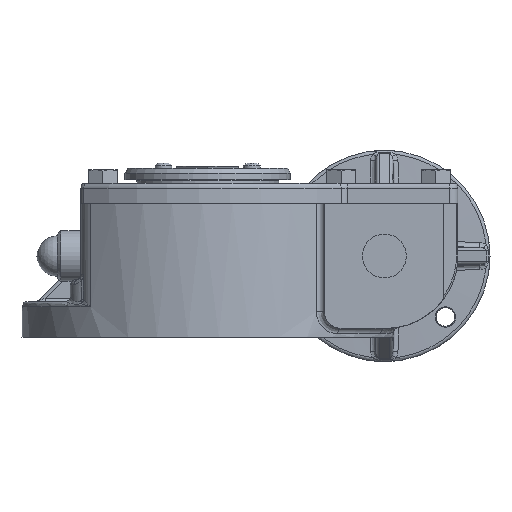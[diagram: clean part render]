
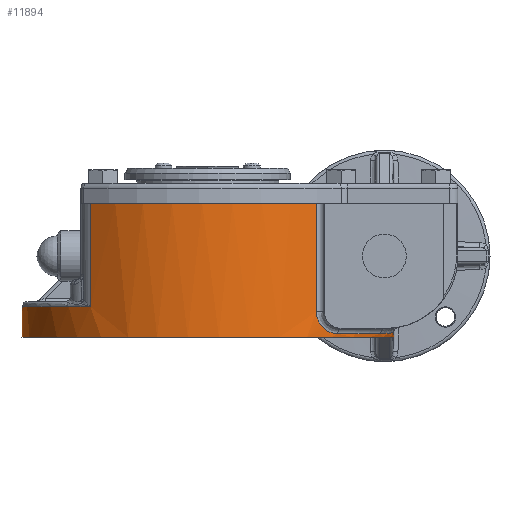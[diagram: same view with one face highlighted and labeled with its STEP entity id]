
A CAD part, front view. The second image highlights one B-rep face of the part: STEP entity #11894.
In plain terms, the highlighted cylindrical face has radius 110 mm (diameter 220 mm), a full revolution.
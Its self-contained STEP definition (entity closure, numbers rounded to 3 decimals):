
#559=B_SPLINE_CURVE_WITH_KNOTS('',3,(#17999,#18000,#18001,#18002,#18003,
#18004,#18005,#18006),.UNSPECIFIED.,.F.,.F.,(4,1,1,1,1,4),(0.,0.003,
0.006,0.012,0.017,0.023),
 .UNSPECIFIED.);
#560=B_SPLINE_CURVE_WITH_KNOTS('',3,(#18010,#18011,#18012,#18013,#18014,
#18015,#18016,#18017,#18018,#18019,#18020),.UNSPECIFIED.,.F.,.F.,(4,1,1,
1,1,1,1,1,4),(0.,0.01,0.021,0.031,
0.041,0.052,0.062,0.072,
0.083),.UNSPECIFIED.);
#561=B_SPLINE_CURVE_WITH_KNOTS('',3,(#18024,#18025,#18026,#18027,#18028,
#18029,#18030,#18031,#18032),.UNSPECIFIED.,.F.,.F.,(4,1,1,1,1,1,4),(0.,
0.006,0.012,0.015,0.017,
0.02,0.023),.UNSPECIFIED.);
#1253=LINE('',#17992,#1950);
#1254=LINE('',#17997,#1951);
#1255=LINE('',#18034,#1952);
#1256=LINE('',#18038,#1953);
#1950=VECTOR('',#15001,1000.);
#1951=VECTOR('',#15004,1000.);
#1952=VECTOR('',#15009,1000.);
#1953=VECTOR('',#15012,1000.);
#2647=CYLINDRICAL_SURFACE('',#13836,110.);
#2793=ORIENTED_EDGE('',*,*,#6116,.F.);
#2794=ORIENTED_EDGE('',*,*,#6117,.T.);
#2795=ORIENTED_EDGE('',*,*,#6118,.T.);
#2796=ORIENTED_EDGE('',*,*,#6119,.T.);
#2797=ORIENTED_EDGE('',*,*,#6120,.T.);
#2798=ORIENTED_EDGE('',*,*,#6121,.T.);
#2799=ORIENTED_EDGE('',*,*,#6122,.T.);
#2800=ORIENTED_EDGE('',*,*,#6123,.T.);
#2801=ORIENTED_EDGE('',*,*,#6124,.T.);
#2802=ORIENTED_EDGE('',*,*,#6125,.T.);
#2803=ORIENTED_EDGE('',*,*,#6126,.T.);
#2804=ORIENTED_EDGE('',*,*,#6127,.T.);
#2805=ORIENTED_EDGE('',*,*,#6128,.T.);
#6116=EDGE_CURVE('',#8068,#8068,#9479,.F.);
#6117=EDGE_CURVE('',#8069,#8070,#1253,.F.);
#6118=EDGE_CURVE('',#8070,#8071,#9480,.F.);
#6119=EDGE_CURVE('',#8071,#8072,#1254,.T.);
#6120=EDGE_CURVE('',#8072,#8073,#559,.T.);
#6121=EDGE_CURVE('',#8073,#8074,#9481,.T.);
#6122=EDGE_CURVE('',#8074,#8075,#560,.T.);
#6123=EDGE_CURVE('',#8075,#8076,#9482,.T.);
#6124=EDGE_CURVE('',#8076,#8077,#561,.T.);
#6125=EDGE_CURVE('',#8077,#8078,#1255,.F.);
#6126=EDGE_CURVE('',#8078,#8079,#9483,.F.);
#6127=EDGE_CURVE('',#8079,#8080,#1256,.T.);
#6128=EDGE_CURVE('',#8080,#8069,#9484,.F.);
#8068=VERTEX_POINT('',#17991);
#8069=VERTEX_POINT('',#17993);
#8070=VERTEX_POINT('',#17994);
#8071=VERTEX_POINT('',#17996);
#8072=VERTEX_POINT('',#17998);
#8073=VERTEX_POINT('',#18007);
#8074=VERTEX_POINT('',#18009);
#8075=VERTEX_POINT('',#18021);
#8076=VERTEX_POINT('',#18023);
#8077=VERTEX_POINT('',#18033);
#8078=VERTEX_POINT('',#18035);
#8079=VERTEX_POINT('',#18037);
#8080=VERTEX_POINT('',#18039);
#9479=CIRCLE('',#13837,110.);
#9480=CIRCLE('',#13838,110.);
#9481=CIRCLE('',#13839,110.);
#9482=CIRCLE('',#13840,110.);
#9483=CIRCLE('',#13841,110.);
#9484=CIRCLE('',#13842,110.);
#9992=EDGE_LOOP('',(#2793));
#9993=EDGE_LOOP('',(#2794,#2795,#2796,#2797,#2798,#2799,#2800,#2801,#2802,
#2803,#2804,#2805));
#10909=FACE_BOUND('',#9992,.T.);
#10910=FACE_BOUND('',#9993,.T.);
#11894=ADVANCED_FACE('',(#10909,#10910),#2647,.T.);
#13836=AXIS2_PLACEMENT_3D('',#17989,#14997,#14998);
#13837=AXIS2_PLACEMENT_3D('',#17990,#14999,#15000);
#13838=AXIS2_PLACEMENT_3D('',#17995,#15002,#15003);
#13839=AXIS2_PLACEMENT_3D('',#18008,#15005,#15006);
#13840=AXIS2_PLACEMENT_3D('',#18022,#15007,#15008);
#13841=AXIS2_PLACEMENT_3D('',#18036,#15010,#15011);
#13842=AXIS2_PLACEMENT_3D('',#18040,#15013,#15014);
#14997=DIRECTION('',(0.,0.,-1.));
#14998=DIRECTION('',(-1.,0.,0.));
#14999=DIRECTION('',(0.,0.,1.));
#15000=DIRECTION('',(1.,0.,0.));
#15001=DIRECTION('',(0.,0.,-1.));
#15002=DIRECTION('',(0.,0.,1.));
#15003=DIRECTION('',(1.,0.,0.));
#15004=DIRECTION('',(0.,0.,-1.));
#15005=DIRECTION('',(0.,0.,-1.));
#15006=DIRECTION('',(-1.,0.,0.));
#15007=DIRECTION('',(0.,0.,-1.));
#15008=DIRECTION('',(-1.,0.,0.));
#15009=DIRECTION('',(0.,0.,-1.));
#15010=DIRECTION('',(0.,0.,1.));
#15011=DIRECTION('',(1.,0.,0.));
#15012=DIRECTION('',(0.,0.,-1.));
#15013=DIRECTION('',(0.,0.,1.));
#15014=DIRECTION('',(1.,0.,0.));
#17989=CARTESIAN_POINT('',(0.,0.,82.));
#17990=CARTESIAN_POINT('',(0.,0.,0.));
#17991=CARTESIAN_POINT('',(110.,0.,0.));
#17992=CARTESIAN_POINT('',(-69.474,85.284,82.));
#17993=CARTESIAN_POINT('',(-69.474,85.284,18.));
#17994=CARTESIAN_POINT('',(-69.474,85.284,79.));
#17995=CARTESIAN_POINT('',(0.,0.,79.));
#17996=CARTESIAN_POINT('',(64.248,89.287,79.));
#17997=CARTESIAN_POINT('',(64.248,89.287,82.));
#17998=CARTESIAN_POINT('',(64.248,89.287,15.));
#17999=CARTESIAN_POINT('',(64.248,89.287,15.));
#18000=CARTESIAN_POINT('',(64.248,89.287,14.014));
#18001=CARTESIAN_POINT('',(64.463,89.133,12.085));
#18002=CARTESIAN_POINT('',(65.704,88.229,8.438));
#18003=CARTESIAN_POINT('',(68.478,86.134,4.848));
#18004=CARTESIAN_POINT('',(72.68,82.635,2.46));
#18005=CARTESIAN_POINT('',(75.502,80.021,2.));
#18006=CARTESIAN_POINT('',(76.903,78.651,2.));
#18007=CARTESIAN_POINT('',(76.903,78.651,2.));
#18008=CARTESIAN_POINT('',(0.,0.,2.));
#18009=CARTESIAN_POINT('',(102.212,40.653,2.));
#18010=CARTESIAN_POINT('',(102.212,40.653,2.));
#18011=CARTESIAN_POINT('',(103.506,37.4,2.));
#18012=CARTESIAN_POINT('',(105.763,30.825,2.113));
#18013=CARTESIAN_POINT('',(108.188,20.757,2.397));
#18014=CARTESIAN_POINT('',(109.665,10.494,2.638));
#18015=CARTESIAN_POINT('',(110.166,-0.018,2.732));
#18016=CARTESIAN_POINT('',(109.671,-10.383,2.639));
#18017=CARTESIAN_POINT('',(108.214,-20.627,2.401));
#18018=CARTESIAN_POINT('',(105.783,-30.766,2.114));
#18019=CARTESIAN_POINT('',(103.506,-37.401,2.));
#18020=CARTESIAN_POINT('',(102.212,-40.653,2.));
#18021=CARTESIAN_POINT('',(102.212,-40.653,2.));
#18022=CARTESIAN_POINT('',(0.,0.,2.));
#18023=CARTESIAN_POINT('',(76.903,-78.651,2.));
#18024=CARTESIAN_POINT('',(76.903,-78.651,2.));
#18025=CARTESIAN_POINT('',(75.502,-80.021,2.));
#18026=CARTESIAN_POINT('',(72.661,-82.652,2.465));
#18027=CARTESIAN_POINT('',(69.174,-85.553,4.458));
#18028=CARTESIAN_POINT('',(66.818,-87.388,6.992));
#18029=CARTESIAN_POINT('',(65.392,-88.457,9.359));
#18030=CARTESIAN_POINT('',(64.472,-89.127,12.044));
#18031=CARTESIAN_POINT('',(64.248,-89.287,14.013));
#18032=CARTESIAN_POINT('',(64.248,-89.287,15.));
#18033=CARTESIAN_POINT('',(64.248,-89.287,15.));
#18034=CARTESIAN_POINT('',(64.248,-89.287,82.));
#18035=CARTESIAN_POINT('',(64.248,-89.287,79.));
#18036=CARTESIAN_POINT('',(0.,0.,79.));
#18037=CARTESIAN_POINT('',(-69.474,-85.284,79.));
#18038=CARTESIAN_POINT('',(-69.474,-85.284,82.));
#18039=CARTESIAN_POINT('',(-69.474,-85.284,18.));
#18040=CARTESIAN_POINT('',(0.,0.,18.));
